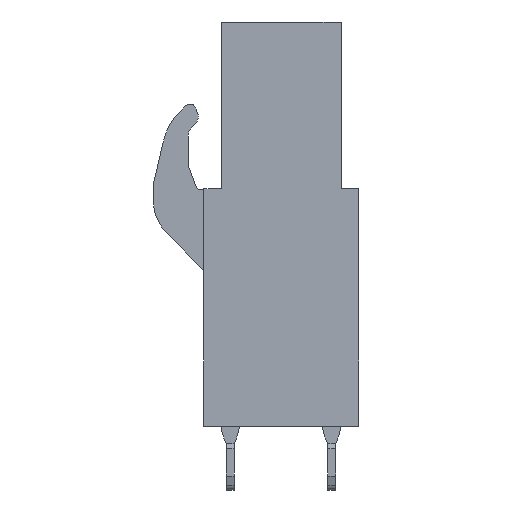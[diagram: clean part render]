
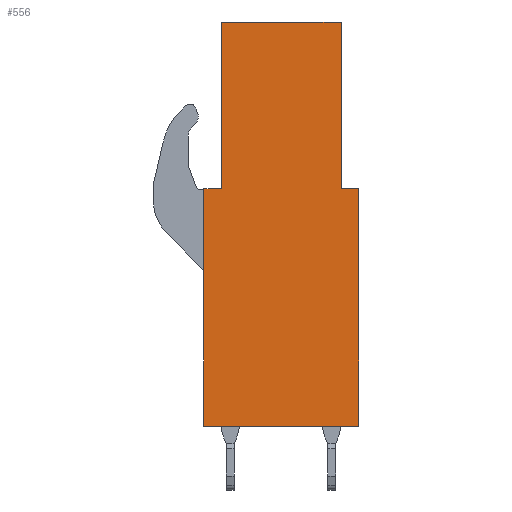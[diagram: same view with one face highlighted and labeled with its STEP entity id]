
A CAD part, left-side view. The second image highlights one B-rep face of the part: STEP entity #556.
In plain terms, the highlighted planar face has unit normal (-1, 0, 0).
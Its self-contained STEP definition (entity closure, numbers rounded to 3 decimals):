
#506=AXIS2_PLACEMENT_3D('Plane Axis2P3D',#503,#504,#505) ;
#36=CARTESIAN_POINT('Line Origine',(0.,3.875,23.45)) ;
#40=CARTESIAN_POINT('Vertex',(0.,0.875,23.45)) ;
#42=CARTESIAN_POINT('Vertex',(0.,6.875,23.45)) ;
#413=CARTESIAN_POINT('Vertex',(0.,7.75,3.2)) ;
#416=CARTESIAN_POINT('Line Origine',(0.,7.75,9.15)) ;
#420=CARTESIAN_POINT('Vertex',(0.,7.75,15.1)) ;
#503=CARTESIAN_POINT('Axis2P3D Location',(0.,0.,0.)) ;
#508=CARTESIAN_POINT('Line Origine',(0.,3.875,3.2)) ;
#512=CARTESIAN_POINT('Vertex',(0.,0.,3.2)) ;
#515=CARTESIAN_POINT('Line Origine',(0.,0.,9.15)) ;
#519=CARTESIAN_POINT('Vertex',(0.,0.,15.1)) ;
#522=CARTESIAN_POINT('Line Origine',(0.,0.438,15.1)) ;
#526=CARTESIAN_POINT('Vertex',(0.,0.875,15.1)) ;
#529=CARTESIAN_POINT('Line Origine',(0.,0.875,19.275)) ;
#534=CARTESIAN_POINT('Line Origine',(0.,6.875,19.275)) ;
#538=CARTESIAN_POINT('Vertex',(0.,6.875,15.1)) ;
#541=CARTESIAN_POINT('Line Origine',(0.,7.313,15.1)) ;
#37=DIRECTION('Vector Direction',(0.,1.,0.)) ;
#417=DIRECTION('Vector Direction',(0.,0.,1.)) ;
#504=DIRECTION('Axis2P3D Direction',(1.,0.,0.)) ;
#505=DIRECTION('Axis2P3D XDirection',(0.,1.,0.)) ;
#509=DIRECTION('Vector Direction',(0.,1.,0.)) ;
#516=DIRECTION('Vector Direction',(0.,0.,1.)) ;
#523=DIRECTION('Vector Direction',(0.,1.,0.)) ;
#530=DIRECTION('Vector Direction',(0.,0.,1.)) ;
#535=DIRECTION('Vector Direction',(0.,0.,1.)) ;
#542=DIRECTION('Vector Direction',(0.,-1.,0.)) ;
#38=VECTOR('Line Direction',#37,1.) ;
#418=VECTOR('Line Direction',#417,1.) ;
#510=VECTOR('Line Direction',#509,1.) ;
#517=VECTOR('Line Direction',#516,1.) ;
#524=VECTOR('Line Direction',#523,1.) ;
#531=VECTOR('Line Direction',#530,1.) ;
#536=VECTOR('Line Direction',#535,1.) ;
#543=VECTOR('Line Direction',#542,1.) ;
#547=ORIENTED_EDGE('',*,*,#422,.F.) ;
#548=ORIENTED_EDGE('',*,*,#514,.F.) ;
#549=ORIENTED_EDGE('',*,*,#521,.T.) ;
#550=ORIENTED_EDGE('',*,*,#528,.F.) ;
#551=ORIENTED_EDGE('',*,*,#533,.F.) ;
#552=ORIENTED_EDGE('',*,*,#44,.T.) ;
#553=ORIENTED_EDGE('',*,*,#540,.F.) ;
#554=ORIENTED_EDGE('',*,*,#545,.F.) ;
#556=ADVANCED_FACE('BLL 5.08/18/180 3.2 SN OR 1648950000',(#555),#507,.F.) ;
#44=EDGE_CURVE('',#41,#43,#39,.T.) ;
#422=EDGE_CURVE('',#414,#421,#419,.T.) ;
#514=EDGE_CURVE('',#513,#414,#511,.T.) ;
#521=EDGE_CURVE('',#513,#520,#518,.T.) ;
#528=EDGE_CURVE('',#527,#520,#525,.F.) ;
#533=EDGE_CURVE('',#41,#527,#532,.F.) ;
#540=EDGE_CURVE('',#539,#43,#537,.T.) ;
#545=EDGE_CURVE('',#421,#539,#544,.T.) ;
#546=EDGE_LOOP('',(#547,#548,#549,#550,#551,#552,#553,#554)) ;
#555=FACE_OUTER_BOUND('',#546,.T.) ;
#39=LINE('Line',#36,#38) ;
#419=LINE('Line',#416,#418) ;
#511=LINE('Line',#508,#510) ;
#518=LINE('Line',#515,#517) ;
#525=LINE('Line',#522,#524) ;
#532=LINE('Line',#529,#531) ;
#537=LINE('Line',#534,#536) ;
#544=LINE('Line',#541,#543) ;
#507=PLANE('',#506) ;
#41=VERTEX_POINT('',#40) ;
#43=VERTEX_POINT('',#42) ;
#414=VERTEX_POINT('',#413) ;
#421=VERTEX_POINT('',#420) ;
#513=VERTEX_POINT('',#512) ;
#520=VERTEX_POINT('',#519) ;
#527=VERTEX_POINT('',#526) ;
#539=VERTEX_POINT('',#538) ;
